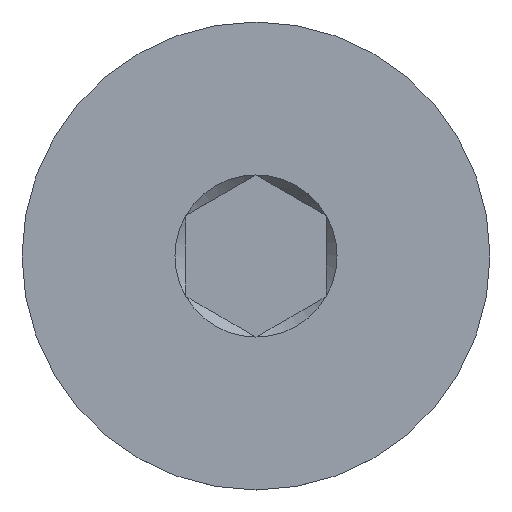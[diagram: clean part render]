
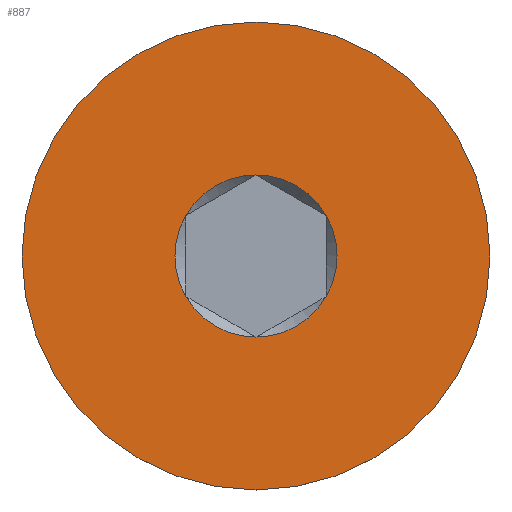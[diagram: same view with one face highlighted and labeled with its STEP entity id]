
A CAD part, top view. The second image highlights one B-rep face of the part: STEP entity #887.
In plain terms, the highlighted planar face has unit normal (0, 0, 1).
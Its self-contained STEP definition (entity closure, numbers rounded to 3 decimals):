
#17=FACE_BOUND('',#160,.T.);
#18=PLANE('',#973);
#107=FACE_OUTER_BOUND('',#159,.T.);
#159=EDGE_LOOP('',(#695,#696));
#160=EDGE_LOOP('',(#697,#698,#699,#700,#701,#702));
#185=CIRCLE('',#964,0.866);
#186=CIRCLE('',#966,2.5);
#187=CIRCLE('',#967,2.5);
#192=CIRCLE('',#974,0.866);
#193=CIRCLE('',#975,0.866);
#194=CIRCLE('',#976,0.866);
#195=CIRCLE('',#977,0.866);
#196=CIRCLE('',#978,0.866);
#391=VERTEX_POINT('',#4255);
#392=VERTEX_POINT('',#4256);
#393=VERTEX_POINT('',#4262);
#394=VERTEX_POINT('',#4263);
#400=VERTEX_POINT('',#4377);
#401=VERTEX_POINT('',#4379);
#402=VERTEX_POINT('',#4381);
#403=VERTEX_POINT('',#4383);
#511=EDGE_CURVE('',#391,#392,#185,.T.);
#512=EDGE_CURVE('',#393,#394,#186,.T.);
#513=EDGE_CURVE('',#394,#393,#187,.T.);
#522=EDGE_CURVE('',#392,#400,#192,.T.);
#523=EDGE_CURVE('',#400,#401,#193,.T.);
#524=EDGE_CURVE('',#401,#402,#194,.T.);
#525=EDGE_CURVE('',#402,#403,#195,.T.);
#526=EDGE_CURVE('',#403,#391,#196,.T.);
#695=ORIENTED_EDGE('',*,*,#512,.T.);
#696=ORIENTED_EDGE('',*,*,#513,.T.);
#697=ORIENTED_EDGE('',*,*,#522,.T.);
#698=ORIENTED_EDGE('',*,*,#523,.T.);
#699=ORIENTED_EDGE('',*,*,#524,.T.);
#700=ORIENTED_EDGE('',*,*,#525,.T.);
#701=ORIENTED_EDGE('',*,*,#526,.T.);
#702=ORIENTED_EDGE('',*,*,#511,.T.);
#887=ADVANCED_FACE('',(#107,#17),#18,.F.);
#964=AXIS2_PLACEMENT_3D('',#4260,#1104,#1105);
#966=AXIS2_PLACEMENT_3D('',#4264,#1108,#1109);
#967=AXIS2_PLACEMENT_3D('',#4265,#1110,#1111);
#973=AXIS2_PLACEMENT_3D('',#4376,#1124,#1125);
#974=AXIS2_PLACEMENT_3D('',#4378,#1126,#1127);
#975=AXIS2_PLACEMENT_3D('',#4380,#1128,#1129);
#976=AXIS2_PLACEMENT_3D('',#4382,#1130,#1131);
#977=AXIS2_PLACEMENT_3D('',#4384,#1132,#1133);
#978=AXIS2_PLACEMENT_3D('',#4385,#1134,#1135);
#1104=DIRECTION('center_axis',(0.,0.,-1.));
#1105=DIRECTION('ref_axis',(-1.,0.,0.));
#1108=DIRECTION('center_axis',(0.,0.,1.));
#1109=DIRECTION('ref_axis',(0.,-1.,0.));
#1110=DIRECTION('center_axis',(0.,0.,1.));
#1111=DIRECTION('ref_axis',(0.,-1.,0.));
#1124=DIRECTION('center_axis',(0.,0.,-1.));
#1125=DIRECTION('ref_axis',(0.,1.,0.));
#1126=DIRECTION('center_axis',(0.,0.,-1.));
#1127=DIRECTION('ref_axis',(-1.,0.,0.));
#1128=DIRECTION('center_axis',(0.,0.,-1.));
#1129=DIRECTION('ref_axis',(-1.,0.,0.));
#1130=DIRECTION('center_axis',(0.,0.,-1.));
#1131=DIRECTION('ref_axis',(-1.,0.,0.));
#1132=DIRECTION('center_axis',(0.,0.,-1.));
#1133=DIRECTION('ref_axis',(-1.,0.,0.));
#1134=DIRECTION('center_axis',(0.,0.,-1.));
#1135=DIRECTION('ref_axis',(-1.,0.,0.));
#4255=CARTESIAN_POINT('',(-0.75,-0.433,4.));
#4256=CARTESIAN_POINT('',(-0.75,0.433,4.));
#4260=CARTESIAN_POINT('Origin',(0.,0.,4.));
#4262=CARTESIAN_POINT('',(0.,-2.5,4.));
#4263=CARTESIAN_POINT('',(0.,2.5,4.));
#4264=CARTESIAN_POINT('Origin',(0.,0.,4.));
#4265=CARTESIAN_POINT('Origin',(0.,0.,4.));
#4376=CARTESIAN_POINT('Origin',(0.,0.,
4.));
#4377=CARTESIAN_POINT('',(0.,0.866,4.));
#4378=CARTESIAN_POINT('Origin',(0.,0.,4.));
#4379=CARTESIAN_POINT('',(0.75,0.433,4.));
#4380=CARTESIAN_POINT('Origin',(0.,0.,4.));
#4381=CARTESIAN_POINT('',(0.75,-0.433,4.));
#4382=CARTESIAN_POINT('Origin',(0.,0.,4.));
#4383=CARTESIAN_POINT('',(0.,-0.866,4.));
#4384=CARTESIAN_POINT('Origin',(0.,0.,4.));
#4385=CARTESIAN_POINT('Origin',(0.,0.,4.));
